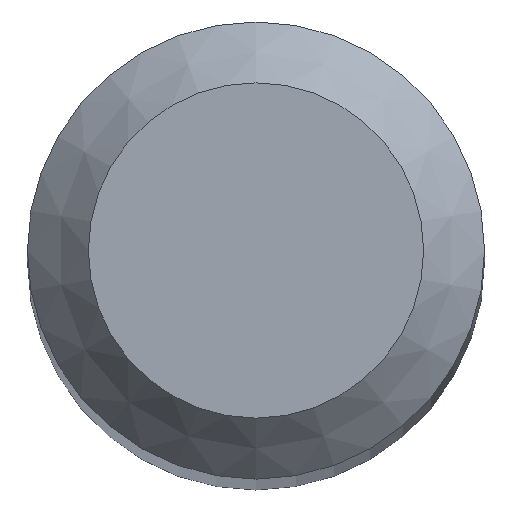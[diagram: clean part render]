
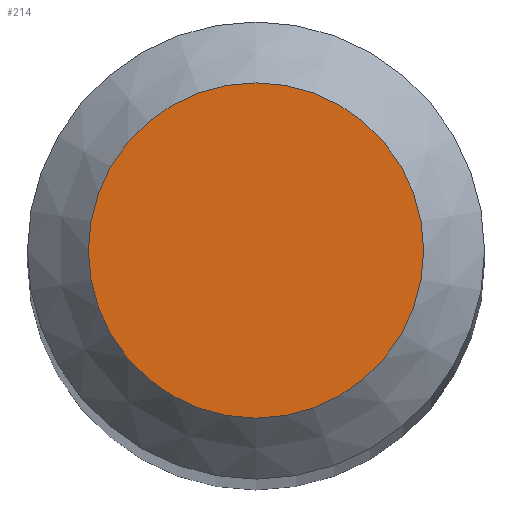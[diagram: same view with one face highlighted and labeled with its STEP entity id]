
A CAD part, top view. The second image highlights one B-rep face of the part: STEP entity #214.
In plain terms, the highlighted planar face has unit normal (0, 0, 1).
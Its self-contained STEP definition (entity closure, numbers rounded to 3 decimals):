
#15 = CARTESIAN_POINT ( 'NONE',  ( 0., 0.55, 30. ) ) ;
#40 = EDGE_LOOP ( 'NONE', ( #181 ) ) ;
#62 = CARTESIAN_POINT ( 'NONE',  ( 0., 0., 30. ) ) ;
#96 = CARTESIAN_POINT ( 'NONE',  ( 0., 0., 30. ) ) ;
#111 = DIRECTION ( 'NONE',  ( 0., 1., 0. ) ) ;
#114 = FACE_OUTER_BOUND ( 'NONE', #40, .T. ) ;
#145 = CIRCLE ( 'NONE', #205, 0.55 ) ;
#154 = PLANE ( 'NONE',  #197 ) ;
#156 = VERTEX_POINT ( 'NONE', #15 ) ;
#176 = DIRECTION ( 'NONE',  ( 0., 1., 0. ) ) ;
#181 = ORIENTED_EDGE ( 'NONE', *, *, #186, .F. ) ;
#186 = EDGE_CURVE ( 'NONE', #156, #156, #145, .T. ) ;
#191 = DIRECTION ( 'NONE',  ( 0., 0., -1. ) ) ;
#197 = AXIS2_PLACEMENT_3D ( 'NONE', #96, #191, #176 ) ;
#203 = DIRECTION ( 'NONE',  ( 0., 0., -1. ) ) ;
#205 = AXIS2_PLACEMENT_3D ( 'NONE', #62, #203, #111 ) ;
#214 = ADVANCED_FACE ( 'NONE', ( #114 ), #154, .F. ) ;
